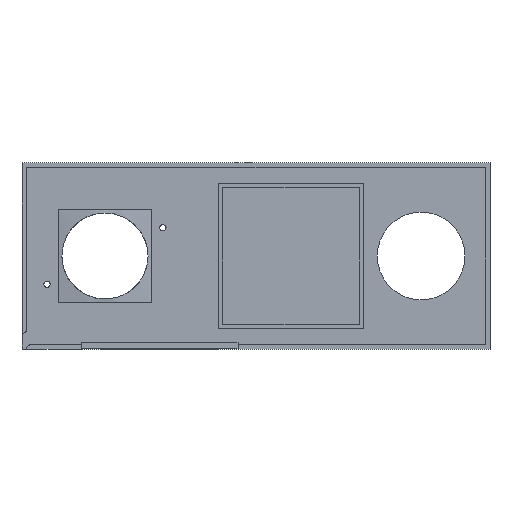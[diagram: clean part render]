
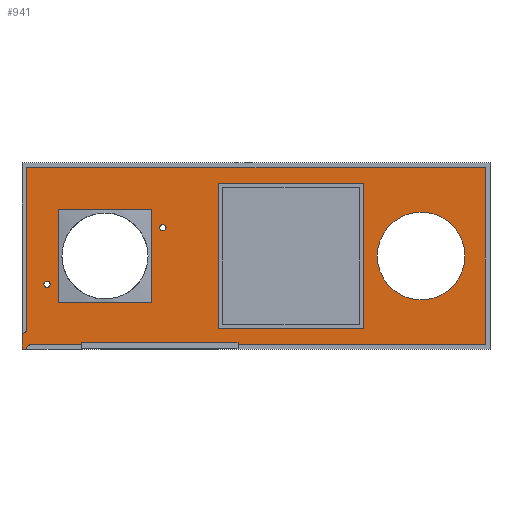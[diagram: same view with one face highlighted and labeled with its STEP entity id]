
A CAD part, top view. The second image highlights one B-rep face of the part: STEP entity #941.
In plain terms, the highlighted planar face has unit normal (0, 0, 1).
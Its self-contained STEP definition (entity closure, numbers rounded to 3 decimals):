
#27=FACE_BOUND('',#113,.T.);
#28=FACE_BOUND('',#114,.T.);
#29=FACE_BOUND('',#115,.T.);
#30=FACE_BOUND('',#116,.T.);
#31=FACE_BOUND('',#117,.T.);
#42=CIRCLE('',#1008,3.);
#43=CIRCLE('',#1009,3.);
#44=CIRCLE('',#1010,2.);
#45=CIRCLE('',#1011,2.);
#46=CIRCLE('',#1012,27.5);
#47=CIRCLE('',#1013,28.);
#61=FACE_OUTER_BOUND('',#112,.T.);
#112=EDGE_LOOP('',(#646,#647,#648,#649,#650,#651,#652,#653,#654,#655,#656,
#657));
#113=EDGE_LOOP('',(#658,#659,#660,#661));
#114=EDGE_LOOP('',(#662));
#115=EDGE_LOOP('',(#663));
#116=EDGE_LOOP('',(#664));
#117=EDGE_LOOP('',(#665));
#176=LINE('',#1327,#292);
#180=LINE('',#1336,#296);
#185=LINE('',#1346,#301);
#189=LINE('',#1353,#305);
#190=LINE('',#1355,#306);
#191=LINE('',#1357,#307);
#192=LINE('',#1359,#308);
#193=LINE('',#1361,#309);
#194=LINE('',#1365,#310);
#195=LINE('',#1367,#311);
#196=LINE('',#1371,#312);
#197=LINE('',#1373,#313);
#198=LINE('',#1375,#314);
#199=LINE('',#1376,#315);
#292=VECTOR('',#1075,10.);
#296=VECTOR('',#1081,10.);
#301=VECTOR('',#1090,10.);
#305=VECTOR('',#1096,10.);
#306=VECTOR('',#1097,10.);
#307=VECTOR('',#1098,10.);
#308=VECTOR('',#1099,10.);
#309=VECTOR('',#1100,10.);
#310=VECTOR('',#1103,10.);
#311=VECTOR('',#1104,10.);
#312=VECTOR('',#1107,10.);
#313=VECTOR('',#1108,10.);
#314=VECTOR('',#1109,10.);
#315=VECTOR('',#1110,10.);
#408=VERTEX_POINT('',#1324);
#409=VERTEX_POINT('',#1326);
#412=VERTEX_POINT('',#1333);
#413=VERTEX_POINT('',#1335);
#416=VERTEX_POINT('',#1345);
#419=VERTEX_POINT('',#1354);
#420=VERTEX_POINT('',#1356);
#421=VERTEX_POINT('',#1358);
#422=VERTEX_POINT('',#1360);
#423=VERTEX_POINT('',#1362);
#424=VERTEX_POINT('',#1364);
#425=VERTEX_POINT('',#1366);
#426=VERTEX_POINT('',#1369);
#427=VERTEX_POINT('',#1370);
#428=VERTEX_POINT('',#1372);
#429=VERTEX_POINT('',#1374);
#430=VERTEX_POINT('',#1377);
#431=VERTEX_POINT('',#1379);
#432=VERTEX_POINT('',#1381);
#433=VERTEX_POINT('',#1383);
#497=EDGE_CURVE('',#409,#408,#176,.T.);
#501=EDGE_CURVE('',#413,#412,#180,.T.);
#506=EDGE_CURVE('',#416,#413,#185,.T.);
#510=EDGE_CURVE('',#412,#409,#189,.T.);
#511=EDGE_CURVE('',#408,#419,#190,.T.);
#512=EDGE_CURVE('',#419,#420,#191,.T.);
#513=EDGE_CURVE('',#420,#421,#192,.T.);
#514=EDGE_CURVE('',#421,#422,#193,.T.);
#515=EDGE_CURVE('',#423,#422,#42,.F.);
#516=EDGE_CURVE('',#424,#423,#194,.T.);
#517=EDGE_CURVE('',#425,#424,#195,.T.);
#518=EDGE_CURVE('',#416,#425,#43,.F.);
#519=EDGE_CURVE('',#426,#427,#196,.T.);
#520=EDGE_CURVE('',#427,#428,#197,.T.);
#521=EDGE_CURVE('',#428,#429,#198,.T.);
#522=EDGE_CURVE('',#429,#426,#199,.T.);
#523=EDGE_CURVE('',#430,#430,#44,.T.);
#524=EDGE_CURVE('',#431,#431,#45,.T.);
#525=EDGE_CURVE('',#432,#432,#46,.T.);
#526=EDGE_CURVE('',#433,#433,#47,.T.);
#646=ORIENTED_EDGE('',*,*,#501,.T.);
#647=ORIENTED_EDGE('',*,*,#510,.T.);
#648=ORIENTED_EDGE('',*,*,#497,.T.);
#649=ORIENTED_EDGE('',*,*,#511,.T.);
#650=ORIENTED_EDGE('',*,*,#512,.T.);
#651=ORIENTED_EDGE('',*,*,#513,.T.);
#652=ORIENTED_EDGE('',*,*,#514,.T.);
#653=ORIENTED_EDGE('',*,*,#515,.F.);
#654=ORIENTED_EDGE('',*,*,#516,.F.);
#655=ORIENTED_EDGE('',*,*,#517,.F.);
#656=ORIENTED_EDGE('',*,*,#518,.F.);
#657=ORIENTED_EDGE('',*,*,#506,.T.);
#658=ORIENTED_EDGE('',*,*,#519,.T.);
#659=ORIENTED_EDGE('',*,*,#520,.T.);
#660=ORIENTED_EDGE('',*,*,#521,.T.);
#661=ORIENTED_EDGE('',*,*,#522,.T.);
#662=ORIENTED_EDGE('',*,*,#523,.T.);
#663=ORIENTED_EDGE('',*,*,#524,.T.);
#664=ORIENTED_EDGE('',*,*,#525,.T.);
#665=ORIENTED_EDGE('',*,*,#526,.T.);
#898=PLANE('',#1007);
#941=ADVANCED_FACE('',(#61,#27,#28,#29,#30,#31),#898,.T.);
#1007=AXIS2_PLACEMENT_3D('',#1352,#1094,#1095);
#1008=AXIS2_PLACEMENT_3D('',#1363,#1101,#1102);
#1009=AXIS2_PLACEMENT_3D('',#1368,#1105,#1106);
#1010=AXIS2_PLACEMENT_3D('',#1378,#1111,#1112);
#1011=AXIS2_PLACEMENT_3D('',#1380,#1113,#1114);
#1012=AXIS2_PLACEMENT_3D('',#1382,#1115,#1116);
#1013=AXIS2_PLACEMENT_3D('',#1384,#1117,#1118);
#1075=DIRECTION('',(0.,-1.,0.));
#1081=DIRECTION('',(0.,1.,0.));
#1090=DIRECTION('',(1.,0.,0.));
#1094=DIRECTION('center_axis',(0.,0.,1.));
#1095=DIRECTION('ref_axis',(1.,0.,0.));
#1096=DIRECTION('',(1.,0.,0.));
#1097=DIRECTION('',(1.,0.,0.));
#1098=DIRECTION('',(0.,1.,0.));
#1099=DIRECTION('',(-1.,0.,0.));
#1100=DIRECTION('',(0.,-1.,0.));
#1101=DIRECTION('center_axis',(0.,0.,-1.));
#1102=DIRECTION('ref_axis',(0.707,-0.707,0.));
#1103=DIRECTION('',(0.,1.,0.));
#1104=DIRECTION('',(-1.,0.,0.));
#1105=DIRECTION('center_axis',(0.,0.,-1.));
#1106=DIRECTION('ref_axis',(-0.707,0.707,0.));
#1107=DIRECTION('',(0.,-1.,0.));
#1108=DIRECTION('',(-1.,0.,0.));
#1109=DIRECTION('',(0.,1.,0.));
#1110=DIRECTION('',(1.,0.,0.));
#1111=DIRECTION('center_axis',(0.,0.,-1.));
#1112=DIRECTION('ref_axis',(1.,0.,0.));
#1113=DIRECTION('center_axis',(0.,0.,-1.));
#1114=DIRECTION('ref_axis',(-1.,0.,0.));
#1115=DIRECTION('center_axis',(0.,0.,-1.));
#1116=DIRECTION('ref_axis',(1.,0.,0.));
#1117=DIRECTION('center_axis',(0.,0.,-1.));
#1118=DIRECTION('ref_axis',(-1.,0.,0.));
#1324=CARTESIAN_POINT('',(136.8,3.,2.));
#1326=CARTESIAN_POINT('',(136.8,4.,2.));
#1327=CARTESIAN_POINT('',(136.8,31.75,2.));
#1333=CARTESIAN_POINT('',(39.2,4.,2.));
#1335=CARTESIAN_POINT('',(39.2,3.,2.));
#1336=CARTESIAN_POINT('',(39.2,31.25,2.));
#1345=CARTESIAN_POINT('',(6.,3.,2.));
#1346=CARTESIAN_POINT('',(3.,3.,2.));
#1352=CARTESIAN_POINT('Origin',(149.5,59.5,2.));
#1353=CARTESIAN_POINT('',(94.35,4.,2.));
#1354=CARTESIAN_POINT('',(296.,3.,2.));
#1355=CARTESIAN_POINT('',(3.,3.,2.));
#1356=CARTESIAN_POINT('',(296.,116.,2.));
#1357=CARTESIAN_POINT('',(296.,3.,2.));
#1358=CARTESIAN_POINT('',(3.,116.,2.));
#1359=CARTESIAN_POINT('',(296.,116.,2.));
#1360=CARTESIAN_POINT('',(3.,13.,2.));
#1361=CARTESIAN_POINT('',(3.,116.,2.));
#1362=CARTESIAN_POINT('',(0.,10.,2.));
#1363=CARTESIAN_POINT('Origin',(0.,13.,2.));
#1364=CARTESIAN_POINT('',(0.,0.,2.));
#1365=CARTESIAN_POINT('',(0.,62.,2.));
#1366=CARTESIAN_POINT('',(3.,0.,2.));
#1367=CARTESIAN_POINT('',(0.75,0.,2.));
#1368=CARTESIAN_POINT('Origin',(6.,0.,2.));
#1369=CARTESIAN_POINT('',(218.366,106.,2.));
#1370=CARTESIAN_POINT('',(218.366,13.,2.));
#1371=CARTESIAN_POINT('',(218.366,36.25,2.));
#1372=CARTESIAN_POINT('',(125.366,13.,2.));
#1373=CARTESIAN_POINT('',(137.433,13.,2.));
#1374=CARTESIAN_POINT('',(125.366,106.,2.));
#1375=CARTESIAN_POINT('',(125.366,82.75,2.));
#1376=CARTESIAN_POINT('',(183.933,106.,2.));
#1377=CARTESIAN_POINT('',(14.,41.5,2.));
#1378=CARTESIAN_POINT('Origin',(16.,41.5,2.));
#1379=CARTESIAN_POINT('',(92.,77.5,2.));
#1380=CARTESIAN_POINT('Origin',(90.,77.5,2.));
#1381=CARTESIAN_POINT('',(25.5,59.5,2.));
#1382=CARTESIAN_POINT('Origin',(53.,59.5,2.));
#1383=CARTESIAN_POINT('',(283.,59.5,2.));
#1384=CARTESIAN_POINT('Origin',(255.,59.5,2.));
